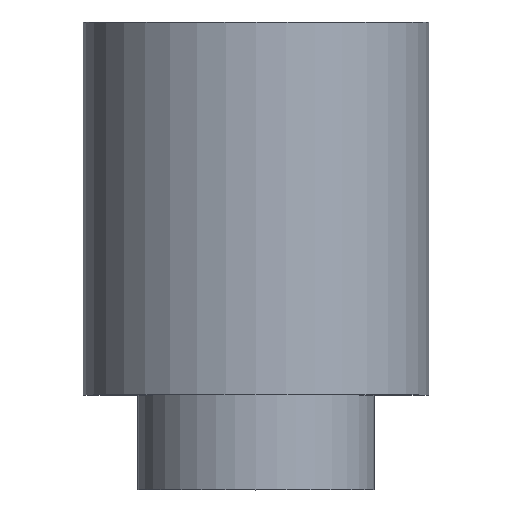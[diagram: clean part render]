
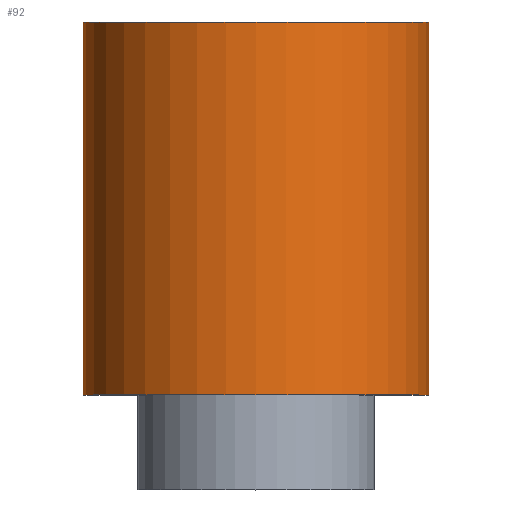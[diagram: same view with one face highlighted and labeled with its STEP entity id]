
A CAD part, top view. The second image highlights one B-rep face of the part: STEP entity #92.
In plain terms, the highlighted cylindrical face has radius 2.78 mm (diameter 5.56 mm), a full revolution.
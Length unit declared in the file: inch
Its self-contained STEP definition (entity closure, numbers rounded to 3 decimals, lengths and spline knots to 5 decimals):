
#24=FACE_OUTER_BOUND('',#31,.T.);
#31=EDGE_LOOP('',(#77,#78,#79,#80));
#38=LINE('',#179,#41);
#41=VECTOR('',#152,0.10945);
#47=CIRCLE('',#124,0.10945);
#48=CIRCLE('',#125,0.10945);
#54=VERTEX_POINT('',#176);
#55=VERTEX_POINT('',#178);
#63=EDGE_CURVE('',#54,#54,#47,.T.);
#64=EDGE_CURVE('',#54,#55,#38,.T.);
#65=EDGE_CURVE('',#55,#55,#48,.T.);
#77=ORIENTED_EDGE('',*,*,#63,.F.);
#78=ORIENTED_EDGE('',*,*,#64,.T.);
#79=ORIENTED_EDGE('',*,*,#65,.F.);
#80=ORIENTED_EDGE('',*,*,#64,.F.);
#88=CYLINDRICAL_SURFACE('',#123,0.10945);
#92=ADVANCED_FACE('',(#24),#88,.T.);
#123=AXIS2_PLACEMENT_3D('',#175,#148,#149);
#124=AXIS2_PLACEMENT_3D('',#177,#150,#151);
#125=AXIS2_PLACEMENT_3D('',#180,#153,#154);
#148=DIRECTION('center_axis',(0.,1.,0.));
#149=DIRECTION('ref_axis',(1.,0.,0.));
#150=DIRECTION('center_axis',(0.,1.,0.));
#151=DIRECTION('ref_axis',(1.,0.,0.));
#152=DIRECTION('',(0.,-1.,0.));
#153=DIRECTION('center_axis',(0.,-1.,0.));
#154=DIRECTION('ref_axis',(1.,0.,0.));
#175=CARTESIAN_POINT('Origin',(0.,0.,0.));
#176=CARTESIAN_POINT('',(-0.10945,0.23622,0.));
#177=CARTESIAN_POINT('Origin',(0.,0.23622,0.));
#178=CARTESIAN_POINT('',(-0.10945,0.,0.));
#179=CARTESIAN_POINT('',(-0.10945,0.,0.));
#180=CARTESIAN_POINT('Origin',(0.,0.,0.));
